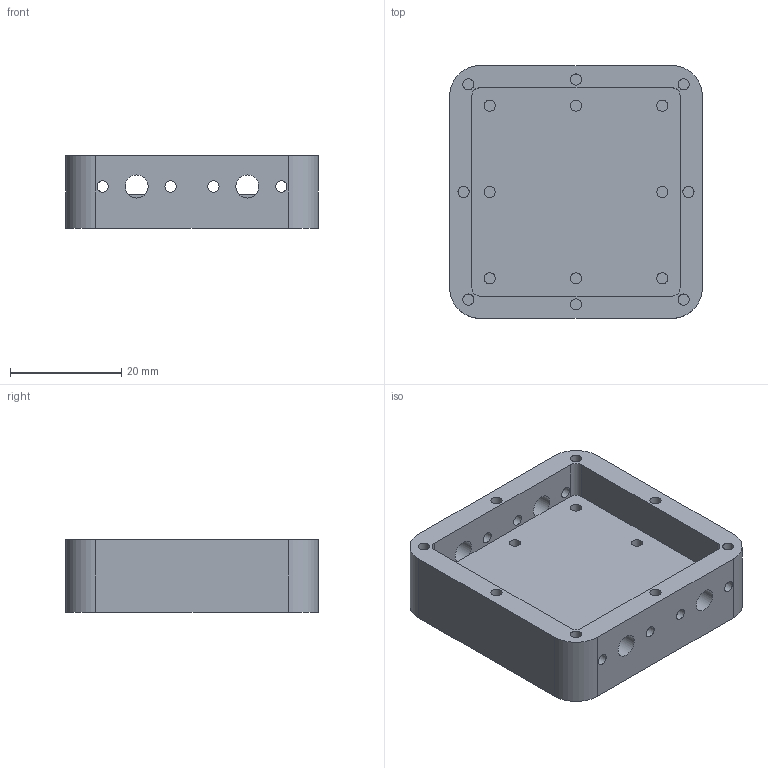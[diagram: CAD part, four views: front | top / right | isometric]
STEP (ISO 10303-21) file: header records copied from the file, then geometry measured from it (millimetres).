
FILE_DESCRIPTION(/* description */ (''),/* implementation_level */ '2;1');
FILE_NAME(/* name */ 'Box.stp',/* time_stamp */ '2025-05-09T15:12:59+02:00',/* author */ ('Carsten Grøn'),/* organization */ (''),/* preprocessor_version */ 'ST-DEVELOPER v18',/* originating_system */ 'Autodesk Inventor 2020',/* authorisation */ '');
FILE_SCHEMA (('CONFIG_CONTROL_DESIGN'));
Length unit declared in the file: millimetre
Products named in the file (1): Box
Bounding box: 45.4 x 45.4 x 13 mm (x, y, z)
Volume: 16017.1 mm3; surface area: 8261.8 mm2
Topology: 1 solids, 1 shells, 75 faces, 212 edges, 156 vertices
Faces by surface type: cylinder 40, plane 35
Full cylindrical faces by diameter (mm): 2.013 x24, 2.459 x4, 4.15 x4
Entity records: 2667 total; most frequent: DIRECTION 504, CARTESIAN_POINT 444, ORIENTED_EDGE 424, AXIS2_PLACEMENT_3D 216, EDGE_CURVE 212, VERTEX_POINT 156, CIRCLE 140, EDGE_LOOP 116
